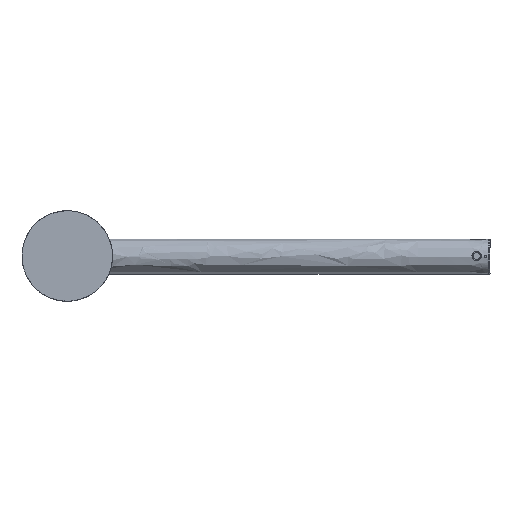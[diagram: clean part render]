
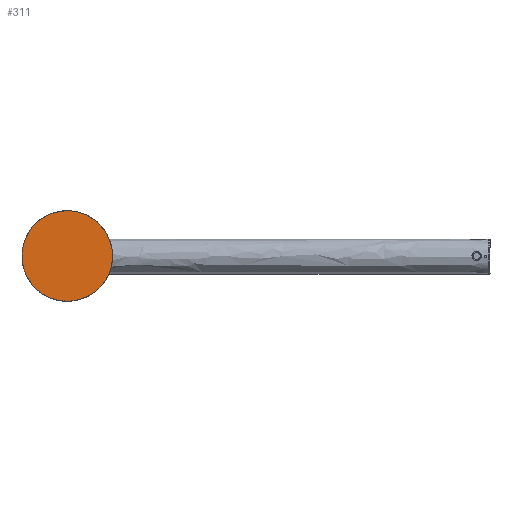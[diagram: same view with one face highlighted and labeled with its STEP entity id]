
A CAD part, top view. The second image highlights one B-rep face of the part: STEP entity #311.
In plain terms, the highlighted planar face has unit normal (0, 0, 1).
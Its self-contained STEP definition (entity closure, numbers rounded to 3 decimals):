
#311=ADVANCED_FACE('',(#483),#3021,.T.);
#483=FACE_OUTER_BOUND('',#724,.T.);
#724=EDGE_LOOP('',(#1606));
#1606=ORIENTED_EDGE('',*,*,#2093,.F.);
#2093=EDGE_CURVE('',#2869,#2869,#2277,.T.);
#2277=(
BOUNDED_CURVE()
B_SPLINE_CURVE(2,(#5937,#5938,#5939,#5940,#5941,#5942,#5943,#5944,#5945),
 .UNSPECIFIED.,.T.,.F.)
B_SPLINE_CURVE_WITH_KNOTS((3,2,2,2,3),(0.,4.811,9.621,
14.432,19.242),.UNSPECIFIED.)
CURVE()
GEOMETRIC_REPRESENTATION_ITEM()
RATIONAL_B_SPLINE_CURVE((1.,0.707,1.,0.707,1.,0.707,
1.,0.707,1.))
REPRESENTATION_ITEM('')
);
#2869=VERTEX_POINT('',#5921);
#3021=PLANE('',#3213);
#3213=AXIS2_PLACEMENT_3D('',#5919,#3356,$);
#3356=DIRECTION('',(0.,0.,1.));
#5919=CARTESIAN_POINT('',(-272.657,79.343,701.033));
#5921=CARTESIAN_POINT('',(-352.,-77.787,701.033));
#5937=CARTESIAN_POINT('',(-352.,-77.787,701.033));
#5938=CARTESIAN_POINT('',(-429.787,-77.787,701.033));
#5939=CARTESIAN_POINT('',(-429.787,0.,701.033));
#5940=CARTESIAN_POINT('',(-429.787,77.788,701.033));
#5941=CARTESIAN_POINT('',(-352.,77.788,701.033));
#5942=CARTESIAN_POINT('',(-274.213,77.788,701.033));
#5943=CARTESIAN_POINT('',(-274.213,0.,701.033));
#5944=CARTESIAN_POINT('',(-274.213,-77.787,701.033));
#5945=CARTESIAN_POINT('',(-352.,-77.787,701.033));
